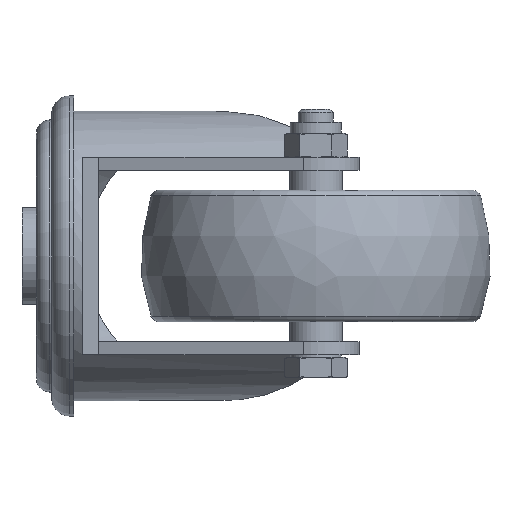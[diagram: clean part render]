
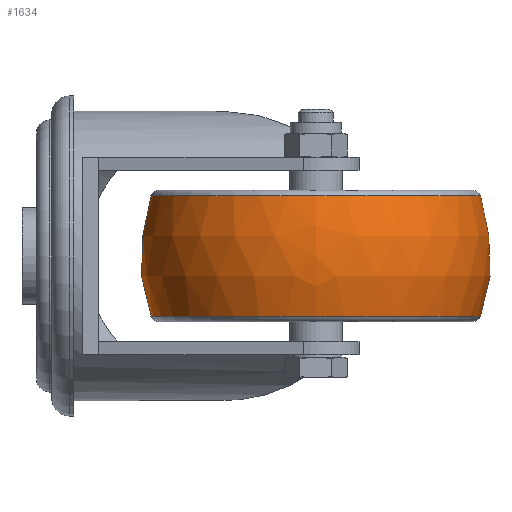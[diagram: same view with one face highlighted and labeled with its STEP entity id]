
A CAD part, left-side view. The second image highlights one B-rep face of the part: STEP entity #1634.
In plain terms, the highlighted spherical face has radius 40 mm.
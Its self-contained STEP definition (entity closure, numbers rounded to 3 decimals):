
#23=SPHERICAL_SURFACE('',#1961,40.);
#315=FACE_OUTER_BOUND('',#441,.T.);
#441=EDGE_LOOP('',(#1502,#1503,#1504,#1505));
#545=CIRCLE('',#1960,37.586);
#546=CIRCLE('',#1962,40.);
#547=CIRCLE('',#1963,37.586);
#827=VERTEX_POINT('',#3048);
#828=VERTEX_POINT('',#3052);
#1052=EDGE_CURVE('',#827,#827,#545,.T.);
#1053=EDGE_CURVE('',#827,#828,#546,.T.);
#1054=EDGE_CURVE('',#828,#828,#547,.T.);
#1502=ORIENTED_EDGE('',*,*,#1052,.F.);
#1503=ORIENTED_EDGE('',*,*,#1053,.T.);
#1504=ORIENTED_EDGE('',*,*,#1054,.T.);
#1505=ORIENTED_EDGE('',*,*,#1053,.F.);
#1634=ADVANCED_FACE('',(#315),#23,.T.);
#1960=AXIS2_PLACEMENT_3D('',#3050,#2467,#2468);
#1961=AXIS2_PLACEMENT_3D('',#3051,#2469,#2470);
#1962=AXIS2_PLACEMENT_3D('',#3053,#2471,#2472);
#1963=AXIS2_PLACEMENT_3D('',#3054,#2473,#2474);
#2467=DIRECTION('center_axis',(0.,0.,1.));
#2468=DIRECTION('ref_axis',(1.,0.,0.));
#2469=DIRECTION('center_axis',(0.,0.,1.));
#2470=DIRECTION('ref_axis',(1.,0.,0.));
#2471=DIRECTION('center_axis',(0.,-1.,0.));
#2472=DIRECTION('ref_axis',(-1.,0.,0.));
#2473=DIRECTION('center_axis',(0.,0.,1.));
#2474=DIRECTION('ref_axis',(1.,0.,0.));
#3048=CARTESIAN_POINT('',(-37.586,0.,13.684));
#3050=CARTESIAN_POINT('Origin',(0.,0.,13.684));
#3051=CARTESIAN_POINT('Origin',(0.,0.,0.));
#3052=CARTESIAN_POINT('',(-37.586,0.,-13.684));
#3053=CARTESIAN_POINT('Origin',(0.,0.,0.));
#3054=CARTESIAN_POINT('Origin',(0.,0.,-13.684));
